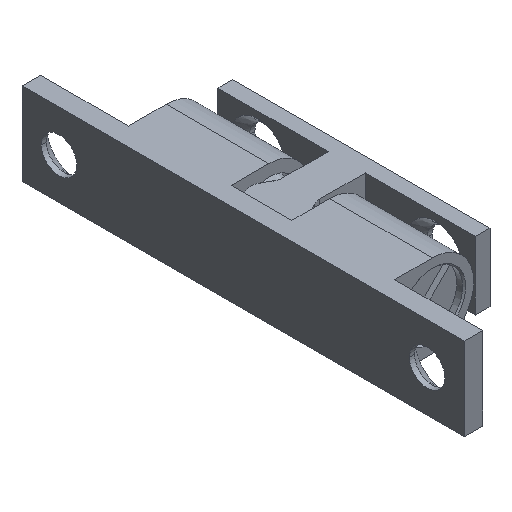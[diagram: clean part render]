
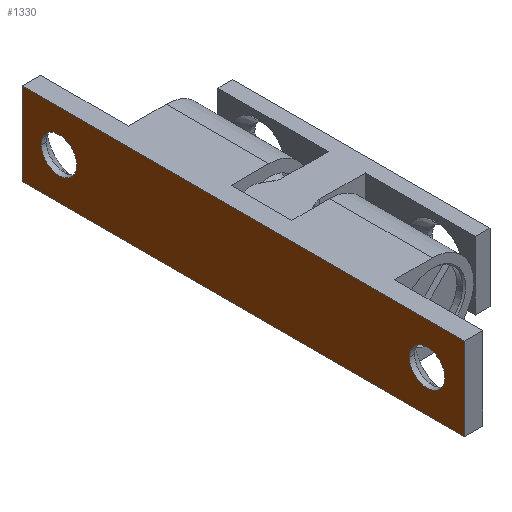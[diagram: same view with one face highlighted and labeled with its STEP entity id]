
A CAD part, isometric view. The second image highlights one B-rep face of the part: STEP entity #1330.
In plain terms, the highlighted planar face has unit normal (-1, 0, 0).
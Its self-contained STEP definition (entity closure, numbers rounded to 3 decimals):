
#119 = DIRECTION ( 'NONE',  ( -1., 0., 0. ) ) ;
#316 = DIRECTION ( 'NONE',  ( -1., 0., 0. ) ) ;
#325 = EDGE_LOOP ( 'NONE', ( #462, #1139, #1364, #3172 ) ) ;
#328 = DIRECTION ( 'NONE',  ( 0., 0., -1. ) ) ;
#434 = CARTESIAN_POINT ( 'NONE',  ( 0., -29.9, 5.6 ) ) ;
#437 = AXIS2_PLACEMENT_3D ( 'NONE', #2116, #316, #2111 ) ;
#462 = ORIENTED_EDGE ( 'NONE', *, *, #2709, .F. ) ;
#613 = DIRECTION ( 'NONE',  ( -1., 0., 0. ) ) ;
#620 = AXIS2_PLACEMENT_3D ( 'NONE', #3260, #119, #3250 ) ;
#645 = CARTESIAN_POINT ( 'NONE',  ( 0., 29.9, -5.6 ) ) ;
#656 = AXIS2_PLACEMENT_3D ( 'NONE', #689, #613, #1041 ) ;
#669 = CARTESIAN_POINT ( 'NONE',  ( 0., -29.9, 5.6 ) ) ;
#689 = CARTESIAN_POINT ( 'NONE',  ( 0., 24.9, 0. ) ) ;
#707 = DIRECTION ( 'NONE',  ( 0., 1., 0. ) ) ;
#710 = DIRECTION ( 'NONE',  ( -1., 0., 0. ) ) ;
#711 = CARTESIAN_POINT ( 'NONE',  ( 0., -24.9, 0. ) ) ;
#733 = AXIS2_PLACEMENT_3D ( 'NONE', #711, #710, #707 ) ;
#789 = CARTESIAN_POINT ( 'NONE',  ( 0., -27.3, 0. ) ) ;
#998 = CARTESIAN_POINT ( 'NONE',  ( 0., 29.9, 5.6 ) ) ;
#1008 = DIRECTION ( 'NONE',  ( 0., 0., -1. ) ) ;
#1015 = DIRECTION ( 'NONE',  ( 1., 0., 0. ) ) ;
#1025 = CARTESIAN_POINT ( 'NONE',  ( 0., -29.9, 5.6 ) ) ;
#1033 = ORIENTED_EDGE ( 'NONE', *, *, #2791, .F. ) ;
#1041 = DIRECTION ( 'NONE',  ( 0., 1., 0. ) ) ;
#1093 = PLANE ( 'NONE',  #1814 ) ;
#1139 = ORIENTED_EDGE ( 'NONE', *, *, #2948, .F. ) ;
#1165 = VECTOR ( 'NONE', #3380, 1000. ) ;
#1241 = LINE ( 'NONE', #1505, #1165 ) ;
#1267 = ORIENTED_EDGE ( 'NONE', *, *, #2783, .F. ) ;
#1320 = CIRCLE ( 'NONE', #620, 2.4 ) ;
#1330 = ADVANCED_FACE ( 'NONE', ( #2849, #2862, #2838 ), #1093, .F. ) ;
#1364 = ORIENTED_EDGE ( 'NONE', *, *, #2801, .F. ) ;
#1416 = VERTEX_POINT ( 'NONE', #789 ) ;
#1434 = VERTEX_POINT ( 'NONE', #669 ) ;
#1441 = VERTEX_POINT ( 'NONE', #645 ) ;
#1505 = CARTESIAN_POINT ( 'NONE',  ( 0., 29.9, 5.6 ) ) ;
#1814 = AXIS2_PLACEMENT_3D ( 'NONE', #1025, #1015, #1008 ) ;
#1887 = VERTEX_POINT ( 'NONE', #2434 ) ;
#1931 = CIRCLE ( 'NONE', #733, 2.4 ) ;
#1942 = EDGE_LOOP ( 'NONE', ( #3111, #1033 ) ) ;
#2111 = DIRECTION ( 'NONE',  ( 0., 1., 0. ) ) ;
#2116 = CARTESIAN_POINT ( 'NONE',  ( 0., 24.9, 0. ) ) ;
#2149 = CARTESIAN_POINT ( 'NONE',  ( 0., -29.9, -5.6 ) ) ;
#2217 = CARTESIAN_POINT ( 'NONE',  ( 0., -22.5, 0. ) ) ;
#2221 = DIRECTION ( 'NONE',  ( 0., 1., 0. ) ) ;
#2244 = CARTESIAN_POINT ( 'NONE',  ( 0., 27.3, 0. ) ) ;
#2434 = CARTESIAN_POINT ( 'NONE',  ( 0., 22.5, 0. ) ) ;
#2613 = EDGE_CURVE ( 'NONE', #3293, #1416, #1931, .T. ) ;
#2648 = DIRECTION ( 'NONE',  ( 0., -1., 0. ) ) ;
#2661 = CARTESIAN_POINT ( 'NONE',  ( 0., -29.9, 5.6 ) ) ;
#2670 = CARTESIAN_POINT ( 'NONE',  ( 0., -29.9, -5.6 ) ) ;
#2709 = EDGE_CURVE ( 'NONE', #1434, #2815, #3051, .T. ) ;
#2783 = EDGE_CURVE ( 'NONE', #1887, #3029, #3326, .T. ) ;
#2791 = EDGE_CURVE ( 'NONE', #1416, #3293, #1320, .T. ) ;
#2801 = EDGE_CURVE ( 'NONE', #1441, #3287, #1241, .T. ) ;
#2815 = VERTEX_POINT ( 'NONE', #2670 ) ;
#2838 = FACE_BOUND ( 'NONE', #1942, .T. ) ;
#2849 = FACE_OUTER_BOUND ( 'NONE', #325, .T. ) ;
#2862 = FACE_BOUND ( 'NONE', #2873, .T. ) ;
#2873 = EDGE_LOOP ( 'NONE', ( #2953, #1267 ) ) ;
#2948 = EDGE_CURVE ( 'NONE', #3287, #1434, #3424, .T. ) ;
#2953 = ORIENTED_EDGE ( 'NONE', *, *, #3039, .F. ) ;
#3029 = VERTEX_POINT ( 'NONE', #2244 ) ;
#3034 = EDGE_CURVE ( 'NONE', #2815, #1441, #3210, .T. ) ;
#3039 = EDGE_CURVE ( 'NONE', #3029, #1887, #3269, .T. ) ;
#3051 = LINE ( 'NONE', #434, #3066 ) ;
#3066 = VECTOR ( 'NONE', #328, 1000. ) ;
#3111 = ORIENTED_EDGE ( 'NONE', *, *, #2613, .F. ) ;
#3172 = ORIENTED_EDGE ( 'NONE', *, *, #3034, .F. ) ;
#3210 = LINE ( 'NONE', #2149, #3220 ) ;
#3220 = VECTOR ( 'NONE', #2221, 1000. ) ;
#3250 = DIRECTION ( 'NONE',  ( 0., 1., 0. ) ) ;
#3260 = CARTESIAN_POINT ( 'NONE',  ( 0., -24.9, 0. ) ) ;
#3269 = CIRCLE ( 'NONE', #437, 2.4 ) ;
#3287 = VERTEX_POINT ( 'NONE', #998 ) ;
#3293 = VERTEX_POINT ( 'NONE', #2217 ) ;
#3326 = CIRCLE ( 'NONE', #656, 2.4 ) ;
#3380 = DIRECTION ( 'NONE',  ( 0., 0., 1. ) ) ;
#3424 = LINE ( 'NONE', #2661, #3506 ) ;
#3506 = VECTOR ( 'NONE', #2648, 1000. ) ;
